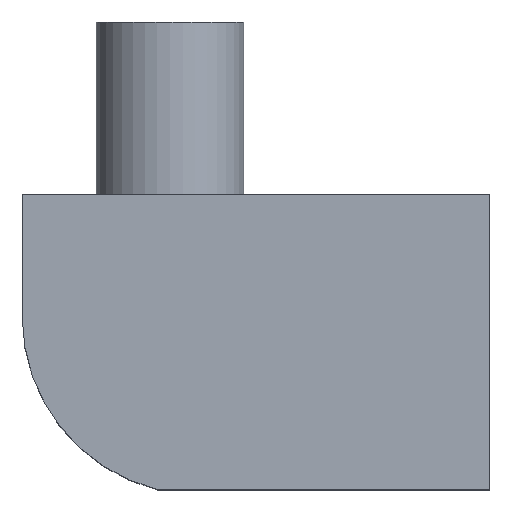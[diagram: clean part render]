
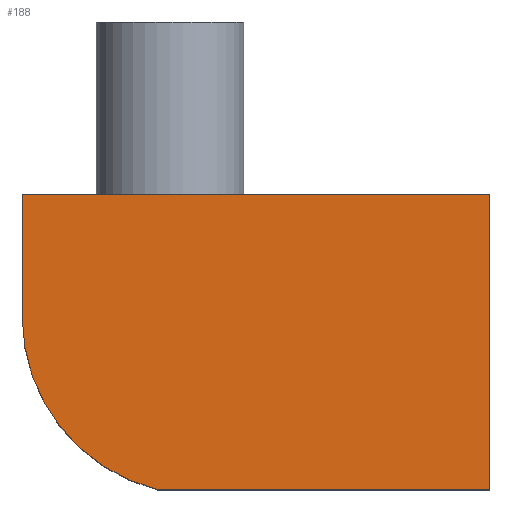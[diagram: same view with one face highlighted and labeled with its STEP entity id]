
A CAD part, top view. The second image highlights one B-rep face of the part: STEP entity #188.
In plain terms, the highlighted planar face has unit normal (0, 0, 1).
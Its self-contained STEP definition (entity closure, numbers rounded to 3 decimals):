
#27=LINE('',#289,#40);
#31=LINE('',#299,#44);
#34=LINE('',#305,#47);
#37=LINE('',#314,#50);
#40=VECTOR('',#235,1000.);
#44=VECTOR('',#243,1000.);
#47=VECTOR('',#248,1000.);
#50=VECTOR('',#259,1000.);
#73=ORIENTED_EDGE('',*,*,#96,.T.);
#74=ORIENTED_EDGE('',*,*,#101,.T.);
#75=ORIENTED_EDGE('',*,*,#104,.T.);
#76=ORIENTED_EDGE('',*,*,#107,.T.);
#77=ORIENTED_EDGE('',*,*,#109,.T.);
#96=EDGE_CURVE('',#118,#117,#27,.T.);
#101=EDGE_CURVE('',#117,#121,#31,.T.);
#104=EDGE_CURVE('',#121,#123,#34,.T.);
#107=EDGE_CURVE('',#123,#125,#133,.T.);
#109=EDGE_CURVE('',#125,#118,#37,.T.);
#117=VERTEX_POINT('',#288);
#118=VERTEX_POINT('',#290);
#121=VERTEX_POINT('',#298);
#123=VERTEX_POINT('',#304);
#125=VERTEX_POINT('',#310);
#133=CIRCLE('',#215,7.232);
#144=EDGE_LOOP('',(#73,#74,#75,#76,#77));
#163=FACE_BOUND('',#144,.T.);
#179=PLANE('',#217);
#188=ADVANCED_FACE('',(#163),#179,.T.);
#215=AXIS2_PLACEMENT_3D('',#311,#254,#255);
#217=AXIS2_PLACEMENT_3D('',#315,#260,#261);
#235=DIRECTION('',(0.,1.,0.));
#243=DIRECTION('',(-1.,0.,0.));
#248=DIRECTION('',(0.,-1.,0.));
#254=DIRECTION('',(0.,0.,1.));
#255=DIRECTION('',(1.,0.,0.));
#259=DIRECTION('',(1.,0.,0.));
#260=DIRECTION('',(0.,0.,1.));
#261=DIRECTION('',(1.,0.,0.));
#288=CARTESIAN_POINT('',(0.,12.,12.));
#289=CARTESIAN_POINT('',(0.,0.,12.));
#290=CARTESIAN_POINT('',(0.,0.,12.));
#298=CARTESIAN_POINT('',(-19.,12.,12.));
#299=CARTESIAN_POINT('',(0.,12.,12.));
#304=CARTESIAN_POINT('',(-19.,7.,12.));
#305=CARTESIAN_POINT('',(-19.,12.,12.));
#310=CARTESIAN_POINT('',(-13.5,0.,12.));
#311=CARTESIAN_POINT('',(-11.768,7.022,12.));
#314=CARTESIAN_POINT('',(0.,0.,12.));
#315=CARTESIAN_POINT('',(-11.768,7.022,12.));
